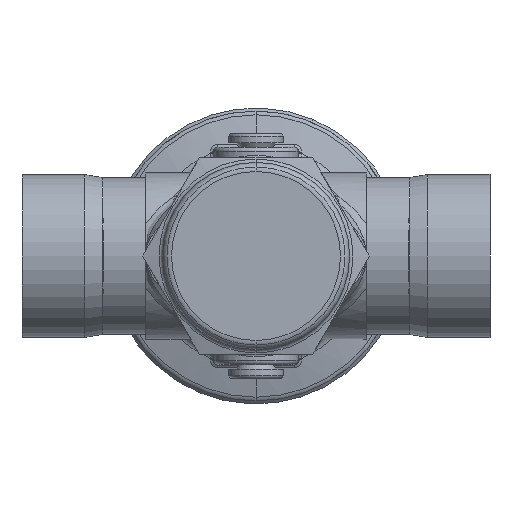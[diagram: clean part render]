
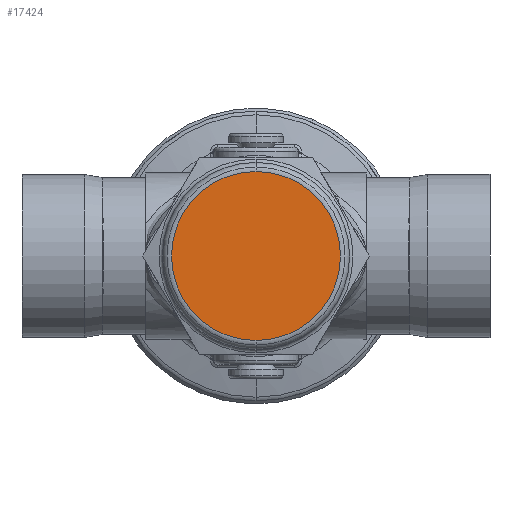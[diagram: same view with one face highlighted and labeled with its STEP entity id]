
A CAD part, front view. The second image highlights one B-rep face of the part: STEP entity #17424.
In plain terms, the highlighted planar face has unit normal (0, -1, 0).
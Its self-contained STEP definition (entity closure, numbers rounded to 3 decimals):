
#1704 = PLANE ( 'NONE',  #15839 ) ;
#2138 = DIRECTION ( 'NONE',  ( 0., 1., 0. ) ) ;
#4945 = EDGE_CURVE ( 'NONE', #12034, #6053, #8858, .T. ) ;
#5751 = EDGE_CURVE ( 'NONE', #6053, #12034, #14115, .T. ) ;
#6053 = VERTEX_POINT ( 'NONE', #7299 ) ;
#6397 = DIRECTION ( 'NONE',  ( 0., 1., 0. ) ) ;
#7299 = CARTESIAN_POINT ( 'NONE',  ( 0., -68., -28. ) ) ;
#8743 = DIRECTION ( 'NONE',  ( 0., 0., -1. ) ) ;
#8858 = CIRCLE ( 'NONE', #10628, 28. ) ;
#10065 = FACE_OUTER_BOUND ( 'NONE', #15451, .T. ) ;
#10508 = CARTESIAN_POINT ( 'NONE',  ( 0., -68., 0. ) ) ;
#10628 = AXIS2_PLACEMENT_3D ( 'NONE', #10508, #2138, #11898 ) ;
#11898 = DIRECTION ( 'NONE',  ( 0., 0., -1. ) ) ;
#12034 = VERTEX_POINT ( 'NONE', #15367 ) ;
#12877 = CARTESIAN_POINT ( 'NONE',  ( 0., -68., 0. ) ) ;
#14115 = CIRCLE ( 'NONE', #15123, 28. ) ;
#14745 = CARTESIAN_POINT ( 'NONE',  ( 0., -68., 0. ) ) ;
#15123 = AXIS2_PLACEMENT_3D ( 'NONE', #14745, #6397, #16103 ) ;
#15211 = ORIENTED_EDGE ( 'NONE', *, *, #4945, .F. ) ;
#15367 = CARTESIAN_POINT ( 'NONE',  ( 0., -68., 28. ) ) ;
#15451 = EDGE_LOOP ( 'NONE', ( #17749, #15211 ) ) ;
#15839 = AXIS2_PLACEMENT_3D ( 'NONE', #12877, #17046, #8743 ) ;
#16103 = DIRECTION ( 'NONE',  ( 0., 0., -1. ) ) ;
#17046 = DIRECTION ( 'NONE',  ( 0., 1., 0. ) ) ;
#17424 = ADVANCED_FACE ( 'NONE', ( #10065 ), #1704, .F. ) ;
#17749 = ORIENTED_EDGE ( 'NONE', *, *, #5751, .F. ) ;
